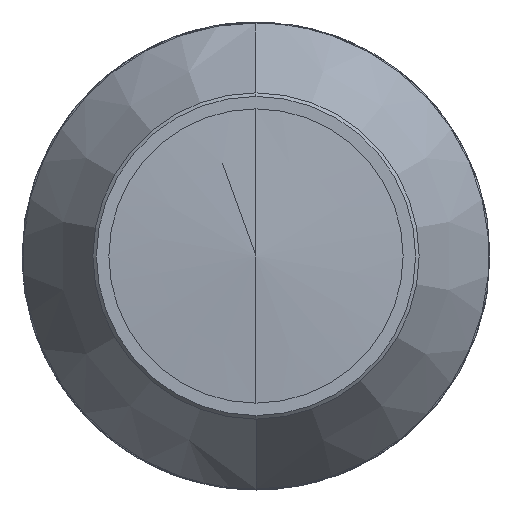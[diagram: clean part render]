
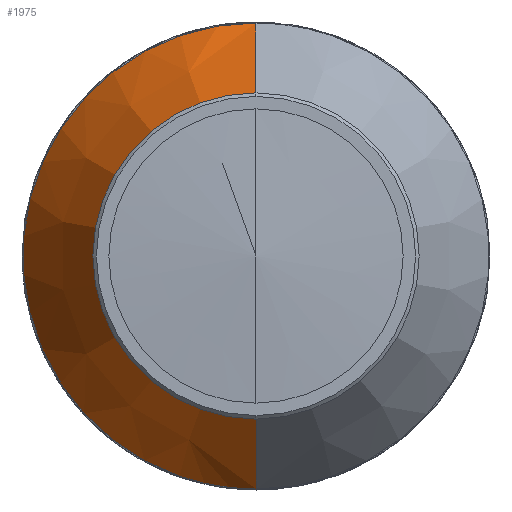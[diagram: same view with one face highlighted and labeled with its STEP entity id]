
A CAD part, left-side view. The second image highlights one B-rep face of the part: STEP entity #1975.
In plain terms, the highlighted conical face has half-angle 30.164 degrees and reference radius 17.135 mm.
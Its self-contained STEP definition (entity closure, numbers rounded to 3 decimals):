
#259 = DIRECTION ( 'NONE',  ( 0., 0.327, -0.945 ) ) ;
#276 = DIRECTION ( 'NONE',  ( 1., 0., 0. ) ) ;
#334 = VERTEX_POINT ( 'NONE', #2849 ) ;
#373 = VECTOR ( 'NONE', #3169, 1000. ) ;
#470 = EDGE_LOOP ( 'NONE', ( #2886, #1027, #847, #3060, #1219, #2056 ) ) ;
#536 = LINE ( 'NONE', #3299, #581 ) ;
#581 = VECTOR ( 'NONE', #866, 1000. ) ;
#600 = EDGE_CURVE ( 'NONE', #2427, #1860, #3586, .T. ) ;
#847 = ORIENTED_EDGE ( 'NONE', *, *, #1215, .F. ) ;
#852 = CARTESIAN_POINT ( 'NONE',  ( 94.412, 0., 0. ) ) ;
#855 = FACE_OUTER_BOUND ( 'NONE', #470, .T. ) ;
#866 = DIRECTION ( 'NONE',  ( 0.865, 0., -0.502 ) ) ;
#975 = CARTESIAN_POINT ( 'NONE',  ( 94.412, 0., -17.135 ) ) ;
#997 = VERTEX_POINT ( 'NONE', #975 ) ;
#1027 = ORIENTED_EDGE ( 'NONE', *, *, #3046, .T. ) ;
#1049 = CARTESIAN_POINT ( 'NONE',  ( 121.477, 0., 0. ) ) ;
#1107 = DIRECTION ( 'NONE',  ( 1., 0., 0. ) ) ;
#1122 = CARTESIAN_POINT ( 'NONE',  ( 94.412, 0., 0. ) ) ;
#1161 = DIRECTION ( 'NONE',  ( 1., 0., 0. ) ) ;
#1215 = EDGE_CURVE ( 'NONE', #1860, #334, #3507, .T. ) ;
#1219 = ORIENTED_EDGE ( 'NONE', *, *, #3501, .F. ) ;
#1398 = CARTESIAN_POINT ( 'NONE',  ( 94.412, 0., 17.135 ) ) ;
#1604 = VERTEX_POINT ( 'NONE', #2401 ) ;
#1651 = AXIS2_PLACEMENT_3D ( 'NONE', #1049, #3039, #259 ) ;
#1767 = CARTESIAN_POINT ( 'NONE',  ( 94.412, 0., 0. ) ) ;
#1860 = VERTEX_POINT ( 'NONE', #2772 ) ;
#1927 = DIRECTION ( 'NONE',  ( 0., 0.327, -0.945 ) ) ;
#1975 = ADVANCED_FACE ( 'NONE', ( #855 ), #3584, .T. ) ;
#1979 = DIRECTION ( 'NONE',  ( 0., 0., -1. ) ) ;
#1991 = AXIS2_PLACEMENT_3D ( 'NONE', #1122, #1107, #1979 ) ;
#2056 = ORIENTED_EDGE ( 'NONE', *, *, #3477, .T. ) ;
#2122 = CARTESIAN_POINT ( 'NONE',  ( 94.412, 0., 17.135 ) ) ;
#2232 = CARTESIAN_POINT ( 'NONE',  ( 121.477, 0., 0. ) ) ;
#2338 = DIRECTION ( 'NONE',  ( 1., 0., 0. ) ) ;
#2348 = LINE ( 'NONE', #1398, #373 ) ;
#2373 = AXIS2_PLACEMENT_3D ( 'NONE', #852, #1161, #3129 ) ;
#2401 = CARTESIAN_POINT ( 'NONE',  ( 94.412, 5.611, -16.191 ) ) ;
#2427 = VERTEX_POINT ( 'NONE', #3616 ) ;
#2430 = AXIS2_PLACEMENT_3D ( 'NONE', #1767, #2338, #3166 ) ;
#2530 = EDGE_CURVE ( 'NONE', #1604, #2958, #3536, .T. ) ;
#2772 = CARTESIAN_POINT ( 'NONE',  ( 121.477, 10.762, -31.052 ) ) ;
#2849 = CARTESIAN_POINT ( 'NONE',  ( 121.477, 0., 32.865 ) ) ;
#2886 = ORIENTED_EDGE ( 'NONE', *, *, #2530, .T. ) ;
#2958 = VERTEX_POINT ( 'NONE', #2122 ) ;
#3039 = DIRECTION ( 'NONE',  ( 1., 0., 0. ) ) ;
#3046 = EDGE_CURVE ( 'NONE', #2958, #334, #2348, .T. ) ;
#3060 = ORIENTED_EDGE ( 'NONE', *, *, #600, .F. ) ;
#3129 = DIRECTION ( 'NONE',  ( 0., 0., -1. ) ) ;
#3166 = DIRECTION ( 'NONE',  ( 0., 0., -1. ) ) ;
#3169 = DIRECTION ( 'NONE',  ( 0.865, 0., 0.502 ) ) ;
#3299 = CARTESIAN_POINT ( 'NONE',  ( 94.412, 0., -17.135 ) ) ;
#3464 = CIRCLE ( 'NONE', #1991, 17.135 ) ;
#3477 = EDGE_CURVE ( 'NONE', #997, #1604, #3464, .T. ) ;
#3501 = EDGE_CURVE ( 'NONE', #997, #2427, #536, .T. ) ;
#3507 = CIRCLE ( 'NONE', #3525, 32.865 ) ;
#3525 = AXIS2_PLACEMENT_3D ( 'NONE', #2232, #276, #1927 ) ;
#3536 = CIRCLE ( 'NONE', #2373, 17.135 ) ;
#3584 = CONICAL_SURFACE ( 'NONE', #2430, 17.135, 0.526 ) ;
#3586 = CIRCLE ( 'NONE', #1651, 32.865 ) ;
#3616 = CARTESIAN_POINT ( 'NONE',  ( 121.477, 0., -32.865 ) ) ;
